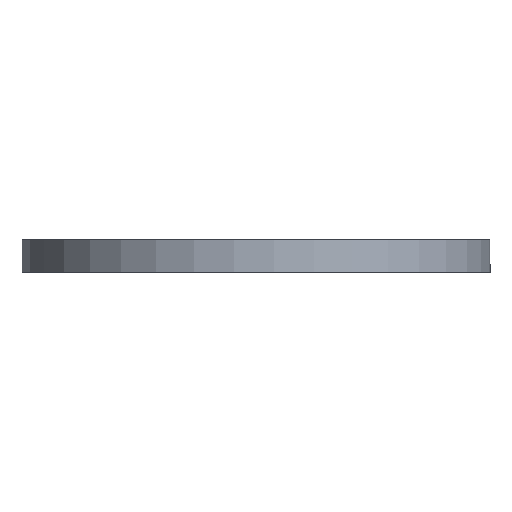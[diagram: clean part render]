
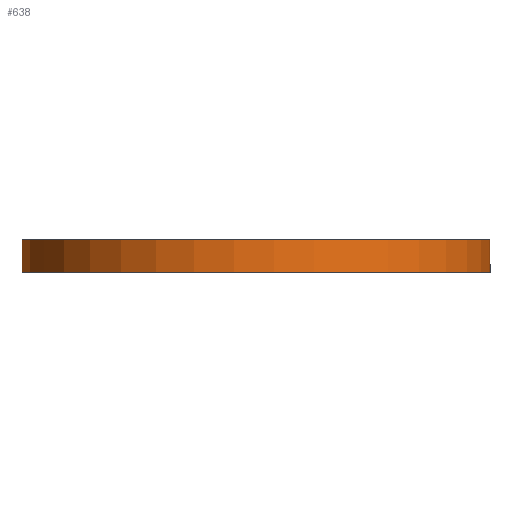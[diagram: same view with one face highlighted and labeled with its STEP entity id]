
A CAD part, front view. The second image highlights one B-rep face of the part: STEP entity #638.
In plain terms, the highlighted cylindrical face has radius 72.5 mm (diameter 145 mm), a partial arc.
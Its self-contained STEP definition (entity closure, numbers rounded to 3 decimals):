
#22=CYLINDRICAL_SURFACE('',#714,72.5);
#88=CIRCLE('',#675,72.5);
#120=CIRCLE('',#715,72.5);
#149=FACE_OUTER_BOUND('',#203,.T.);
#203=EDGE_LOOP('',(#522,#523,#524,#525));
#252=LINE('',#962,#286);
#254=LINE('',#967,#288);
#286=VECTOR('',#763,10.);
#288=VECTOR('',#767,10.);
#318=VERTEX_POINT('',#958);
#319=VERTEX_POINT('',#960);
#320=VERTEX_POINT('',#964);
#321=VERTEX_POINT('',#966);
#376=EDGE_CURVE('',#318,#319,#252,.T.);
#378=EDGE_CURVE('',#321,#320,#254,.T.);
#380=EDGE_CURVE('',#318,#320,#88,.T.);
#419=EDGE_CURVE('',#321,#319,#120,.T.);
#522=ORIENTED_EDGE('',*,*,#378,.T.);
#523=ORIENTED_EDGE('',*,*,#380,.F.);
#524=ORIENTED_EDGE('',*,*,#376,.T.);
#525=ORIENTED_EDGE('',*,*,#419,.F.);
#638=ADVANCED_FACE('',(#149),#22,.T.);
#675=AXIS2_PLACEMENT_3D('',#970,#771,#772);
#714=AXIS2_PLACEMENT_3D('',#1047,#856,#857);
#715=AXIS2_PLACEMENT_3D('',#1048,#858,#859);
#763=DIRECTION('',(0.,0.,1.));
#767=DIRECTION('',(0.,0.,-1.));
#771=DIRECTION('center_axis',(0.,0.,-1.));
#772=DIRECTION('ref_axis',(1.,0.,0.));
#856=DIRECTION('center_axis',(0.,0.,-1.));
#857=DIRECTION('ref_axis',(-0.707,-0.707,0.));
#858=DIRECTION('center_axis',(0.,0.,1.));
#859=DIRECTION('ref_axis',(1.,0.,0.));
#958=CARTESIAN_POINT('',(-14.739,121.927,50.314));
#960=CARTESIAN_POINT('',(-14.739,121.927,60.314));
#962=CARTESIAN_POINT('',(-14.739,121.927,60.314));
#964=CARTESIAN_POINT('',(-17.992,125.179,50.314));
#966=CARTESIAN_POINT('',(-17.992,125.179,60.314));
#967=CARTESIAN_POINT('',(-17.992,125.179,60.314));
#970=CARTESIAN_POINT('Origin',(-67.605,72.314,50.314));
#1047=CARTESIAN_POINT('Origin',(-67.605,72.314,60.314));
#1048=CARTESIAN_POINT('Origin',(-67.605,72.314,60.314));
